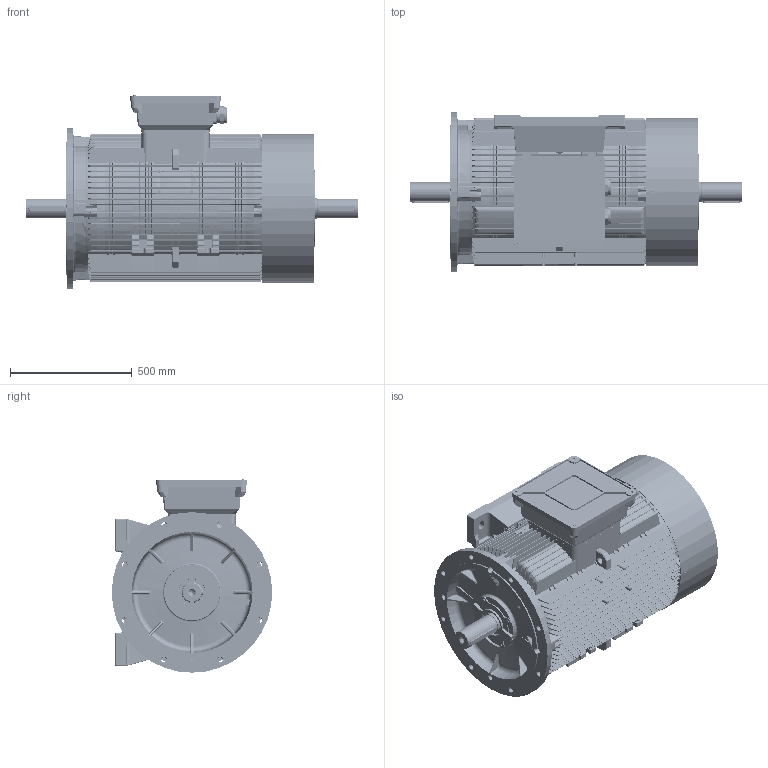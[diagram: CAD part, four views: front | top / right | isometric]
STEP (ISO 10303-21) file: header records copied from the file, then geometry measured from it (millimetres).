
FILE_DESCRIPTION (( 'STEP AP214' ), '1' );
FILE_NAME ('FCAP315 M(a-b-c-d-)-B3 B5-IC411-4-6-8 POLES-TB LEFT-DOUBLE SHAFT.STEP', '2024-10-03T09:36:12', ( '' ), ( '' ), 'SwSTEP 2.0', 'SolidWorks 2024', '' );
FILE_SCHEMA (( 'AUTOMOTIVE_DESIGN' ));
Length unit declared in the file: millimetre
Products named in the file (28): Scatola morsetti 315M-355T_SENZA FORI; UNI7473-M22-5S_zincato; A35776W_Coperchietto esterno ghisa Ø180_foro Ø86; Copriventola 315M  h.215 - con boccaglio; DIN931-M22x140_8,8; PRESSACAVO M63; A37012W_Coperchietto esterno ghisa Ø180_foroØ86_H5_FORI INGRASSAGGI; Coperchio scatola morsetti 315M-355T; A35788W_LINGUETTA_22x14x150_NORME LR; A35637W_Flangia 315M - Cusc.180; A35638W_Scudo ghisa Posteriore C315M_cuscinetto Ø180 GHISA_Cuscinetto 180; Guarnizione scatola-motore 315M-355T; hex screw gradeab_iso_ISO 4017 - M6 x 30-C; Piede 315sm2011; A35785W_RONDELLA QUADRA IN ACCIAIO A DISEGNO-35X35X5-FORO Ø23; hex screw gradeab_iso_ISO 4017 - M6 x 20-C; BOCCAGLIO BP251; din3760-a_85x110x12-nbr-g_0851101215_Internordic; A35653W_Coperchietto interno ghisa_Ø cusc180; Carcassa 315M-355T_pacco 480; FCAP315 M(a-b-c-d-)-B3 B5-IC411-4-6-8 POLES-TB LEFT-DOUBLE SHAFT; A39313W_Albero 315M_Cusc6317_pacco480_IC411_NORME LR AUSILIARIO; Guarnizione scatola-coperchio 315M-355T; GRIGLIA BP251; UNI6592-23x39-8.8_zincato; A35640W_Coperchietto interno ghisa_Ø cusc180; Scatola morsetti 315M-355T; Tappo M63
Assembly tree (35 placements, depth 3):
  FCAP315 M(a-b-c-d-)-B3 B5-IC411-4-6-8 POLES-TB LEFT-DOUBLE SHAFT
    A39313W_Albero 315M_Cusc6317_pacco480_IC411_NORME LR AUSILIARIO  x2
    A35637W_Flangia 315M - Cusc.180
    A35638W_Scudo ghisa Posteriore C315M_cuscinetto Ø180 GHISA_Cuscinetto 180
    Piede 315sm2011  x2
    A35653W_Coperchietto interno ghisa_Ø cusc180
    A35776W_Coperchietto esterno ghisa Ø180_foro Ø86
    A35788W_LINGUETTA_22x14x150_NORME LR  x2
    din3760-a_85x110x12-nbr-g_0851101215_Internordic
    Copriventola 315M  h.215 - con boccaglio
    BOCCAGLIO BP251
    GRIGLIA BP251
    DIN931-M22x140_8,8
    UNI6592-23x39-8.8_zincato
    UNI7473-M22-5S_zincato
    A35785W_RONDELLA QUADRA IN ACCIAIO A DISEGNO-35X35X5-FORO Ø23
    A37012W_Coperchietto esterno ghisa Ø180_foroØ86_H5_FORI INGRASSAGGI
    A35640W_Coperchietto interno ghisa_Ø cusc180
    Carcassa 315M-355T_pacco 480
    Scatola morsetti 315M-355T
      Guarnizione scatola-motore 315M-355T
      Scatola morsetti 315M-355T_SENZA FORI
      Guarnizione scatola-coperchio 315M-355T
      Coperchio scatola morsetti 315M-355T
      PRESSACAVO M63  x2
      Tappo M63  x2
      hex screw gradeab_iso_ISO 4017 - M6 x 30-C
      hex screw gradeab_iso_ISO 4017 - M6 x 20-C  x4
Bounding box: 1365 x 660 x 795 mm (x, y, z)
Volume: 71534612.8 mm3; surface area: 13357477.5 mm2
Topology: 50 solids, 54 shells, 8555 faces, 26601 edges, 16641 vertices
Faces by surface type: cylinder 3822, plane 2402, cone 949, torus 809, bspline 387, sphere 186
Entity records: 291733 total; most frequent: CARTESIAN_POINT 87220, ORIENTED_EDGE 46904, DIRECTION 40566, EDGE_CURVE 23452, AXIS2_PLACEMENT_3D 15451, VERTEX_POINT 14886, VECTOR 9664, LINE 9664
